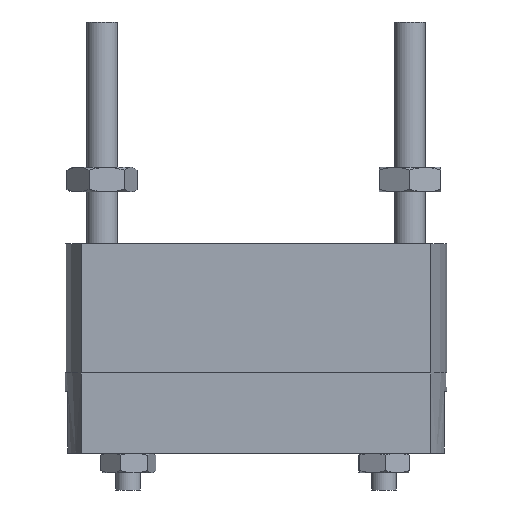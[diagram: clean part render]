
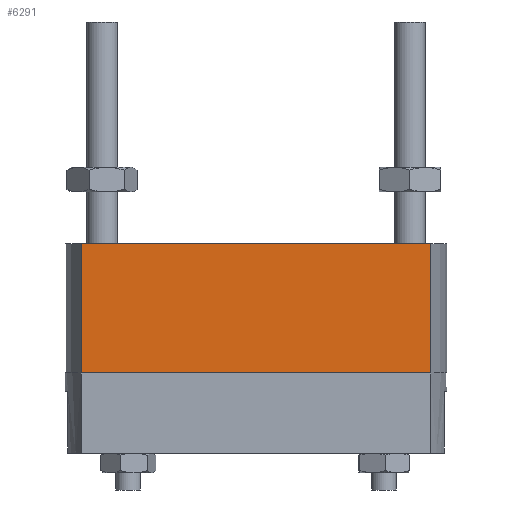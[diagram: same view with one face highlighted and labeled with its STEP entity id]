
A CAD part, front view. The second image highlights one B-rep face of the part: STEP entity #6291.
In plain terms, the highlighted planar face has unit normal (0, -1, 0).
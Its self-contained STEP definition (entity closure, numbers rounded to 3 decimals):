
#518 = VECTOR ( 'NONE', #2948, 1000. ) ;
#881 = DIRECTION ( 'NONE',  ( 1., 0., 0. ) ) ;
#964 = VERTEX_POINT ( 'NONE', #2265 ) ;
#1331 = ORIENTED_EDGE ( 'NONE', *, *, #7387, .T. ) ;
#1700 = LINE ( 'NONE', #4309, #518 ) ;
#2258 = LINE ( 'NONE', #7453, #5566 ) ;
#2265 = CARTESIAN_POINT ( 'NONE',  ( 14.184, -6.25, 0. ) ) ;
#2424 = EDGE_CURVE ( 'NONE', #5559, #7407, #1700, .T. ) ;
#2532 = ORIENTED_EDGE ( 'NONE', *, *, #8336, .T. ) ;
#2876 = CARTESIAN_POINT ( 'NONE',  ( 14.184, -6.25, 0. ) ) ;
#2897 = CARTESIAN_POINT ( 'NONE',  ( -14.184, -6.25, -10.5 ) ) ;
#2948 = DIRECTION ( 'NONE',  ( 0., 0., 1. ) ) ;
#3123 = CARTESIAN_POINT ( 'NONE',  ( -14.184, -6.25, 0. ) ) ;
#3440 = VECTOR ( 'NONE', #7212, 1000. ) ;
#3485 = CARTESIAN_POINT ( 'NONE',  ( 14.184, -6.25, -10.5 ) ) ;
#3665 = AXIS2_PLACEMENT_3D ( 'NONE', #3485, #6118, #7396 ) ;
#4309 = CARTESIAN_POINT ( 'NONE',  ( -14.184, -6.25, -10.5 ) ) ;
#4512 = ORIENTED_EDGE ( 'NONE', *, *, #2424, .F. ) ;
#4539 = CARTESIAN_POINT ( 'NONE',  ( 14.184, -6.25, -10.5 ) ) ;
#4595 = DIRECTION ( 'NONE',  ( 0., 0., 1. ) ) ;
#4723 = ORIENTED_EDGE ( 'NONE', *, *, #5086, .F. ) ;
#4881 = PLANE ( 'NONE',  #3665 ) ;
#5086 = EDGE_CURVE ( 'NONE', #7407, #964, #7293, .T. ) ;
#5559 = VERTEX_POINT ( 'NONE', #2897 ) ;
#5566 = VECTOR ( 'NONE', #4595, 1000. ) ;
#5760 = LINE ( 'NONE', #6532, #3440 ) ;
#6118 = DIRECTION ( 'NONE',  ( 0., -1., 0. ) ) ;
#6291 = ADVANCED_FACE ( 'NONE', ( #7361 ), #4881, .T. ) ;
#6532 = CARTESIAN_POINT ( 'NONE',  ( 14.184, -6.25, -10.5 ) ) ;
#7005 = VERTEX_POINT ( 'NONE', #4539 ) ;
#7212 = DIRECTION ( 'NONE',  ( 1., 0., 0. ) ) ;
#7293 = LINE ( 'NONE', #2876, #8401 ) ;
#7361 = FACE_OUTER_BOUND ( 'NONE', #7865, .T. ) ;
#7387 = EDGE_CURVE ( 'NONE', #7005, #964, #2258, .T. ) ;
#7396 = DIRECTION ( 'NONE',  ( 1., 0., 0. ) ) ;
#7407 = VERTEX_POINT ( 'NONE', #3123 ) ;
#7453 = CARTESIAN_POINT ( 'NONE',  ( 14.184, -6.25, -10.5 ) ) ;
#7865 = EDGE_LOOP ( 'NONE', ( #4723, #4512, #2532, #1331 ) ) ;
#8336 = EDGE_CURVE ( 'NONE', #5559, #7005, #5760, .T. ) ;
#8401 = VECTOR ( 'NONE', #881, 1000. ) ;
